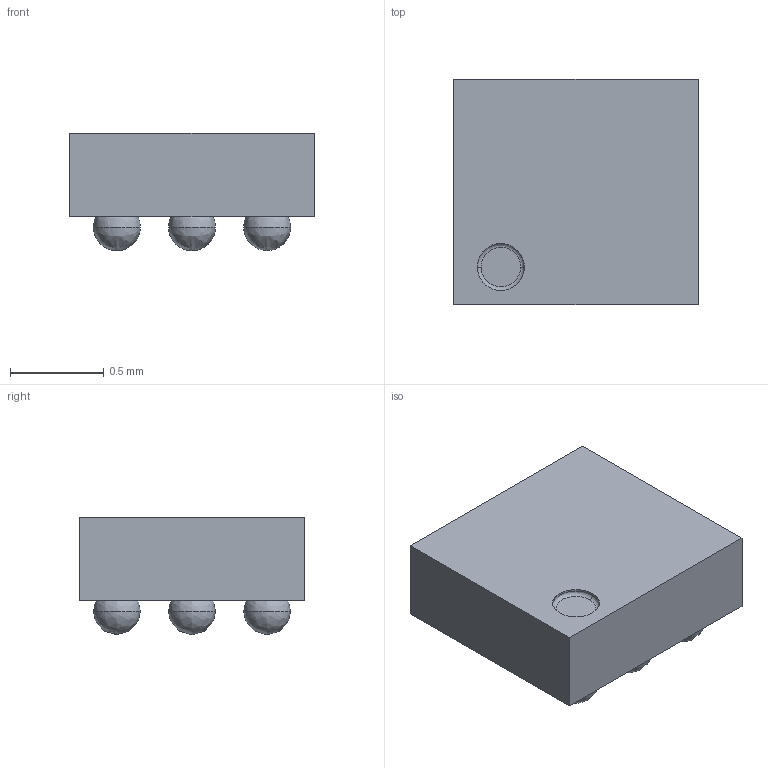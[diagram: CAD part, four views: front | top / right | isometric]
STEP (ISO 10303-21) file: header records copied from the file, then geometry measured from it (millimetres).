
FILE_DESCRIPTION (( 'STEP AP214' ), '1' );
FILE_NAME ('User Library-YFF_(BGA9).STEP', '2022-12-21T02:44:12', ( '' ), ( '' ), 'SwSTEP 2.0', 'SolidWorks 2022', '' );
FILE_SCHEMA (( 'AUTOMOTIVE_DESIGN' ));
Length unit declared in the file: millimetre
Products named in the file (3): Fusion; User Library-YFF_(BGA9); Fillet
Assembly tree (2 placements, depth 2):
  User Library-YFF_(BGA9)
    Fusion
    Fillet
Bounding box: 1.3 x 1.2 x 0.62 mm (x, y, z)
Volume: 0.8 mm3; surface area: 7.1 mm2
Topology: 10 solids, 10 shells, 29 faces, 76 edges, 32 vertices
Faces by surface type: bspline 20, plane 7, cylinder 2
Entity records: 1381 total; most frequent: CARTESIAN_POINT 424, DIRECTION 90, ORIENTED_EDGE 80, UNCERTAINTY_MEASURE_WITH_UNIT 44, STYLED_ITEM 41, PRESENTATION_STYLE_ASSIGNMENT 41, FILL_AREA_STYLE 41, MECHANICAL_DESIGN_GEOMETRIC_PRESENTATION_REPRESENTATION 41
